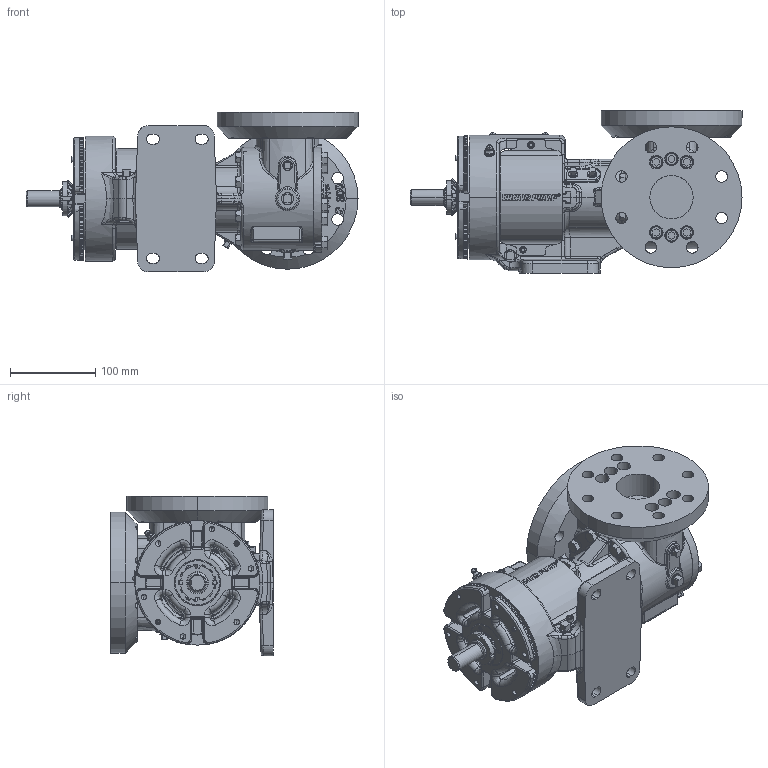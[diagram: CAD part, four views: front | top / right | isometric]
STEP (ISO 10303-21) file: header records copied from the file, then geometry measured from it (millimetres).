
FILE_DESCRIPTION (( 'STEP AP214' ), '1' );
FILE_NAME ('HV-4192.STEP', '2024-04-02T21:19:35', ( '' ), ( '' ), 'SwSTEP 2.0', 'SolidWorks 2022', '' );
FILE_SCHEMA (( 'AUTOMOTIVE_DESIGN' ));
Length unit declared in the file: inch
Products named in the file (1): HV-4192
Bounding box: 388.9 x 190.5 x 187.32 mm (x, y, z)
Volume: 3970900.2 mm3; surface area: 445073.2 mm2
Topology: 1 solids, 13 shells, 4241 faces, 10849 edges, 6824 vertices
Faces by surface type: plane 1428, bspline 1244, cylinder 901, cone 499, torus 101, sphere 68
Entity records: 233001 total; most frequent: CARTESIAN_POINT 85020, ORIENTED_EDGE 21534, DIRECTION 15874, EDGE_CURVE 10767, VERTEX_POINT 6817, AXIS2_PLACEMENT_3D 5696, EDGE_LOOP 4572, LINE 4482
